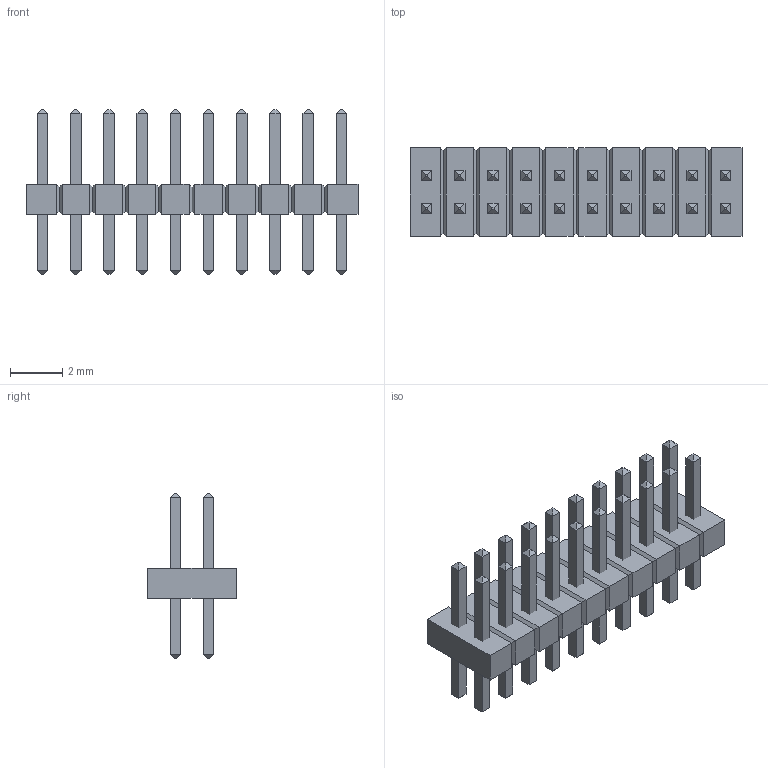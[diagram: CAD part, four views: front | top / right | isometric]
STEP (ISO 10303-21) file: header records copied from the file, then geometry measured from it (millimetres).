
FILE_DESCRIPTION(('FreeCAD Model'),'2;1');
FILE_NAME('235182.3.1.stp','2023-04-24T11:26:53',( 'Author'),(''),'Open CASCADE STEP processor 6.9','FreeCAD','Unknown' );
FILE_SCHEMA(('AUTOMOTIVE_DESIGN { 1 0 10303 214 1 1 1 1 }'));
Length unit declared in the file: millimetre
Products named in the file (3): ASSEMBLY; Body; LeadsArray
Assembly tree (2 placements, depth 2):
  ASSEMBLY
    Body
    LeadsArray
Bounding box: 12.7 x 3.4 x 6.3 mm (x, y, z)
Volume: 68.2 mm3; surface area: 330 mm2
Topology: 21 solids, 21 shells, 394 faces, 788 edges, 436 vertices
Faces by surface type: plane 394
Entity records: 19927 total; most frequent: CARTESIAN_POINT 3341, DIRECTION 3014, LINE 2220, VECTOR 2220, ORIENTED_EDGE 1576, PCURVE 1576, DEFINITIONAL_REPRESENTATION 1576, EDGE_CURVE 788
